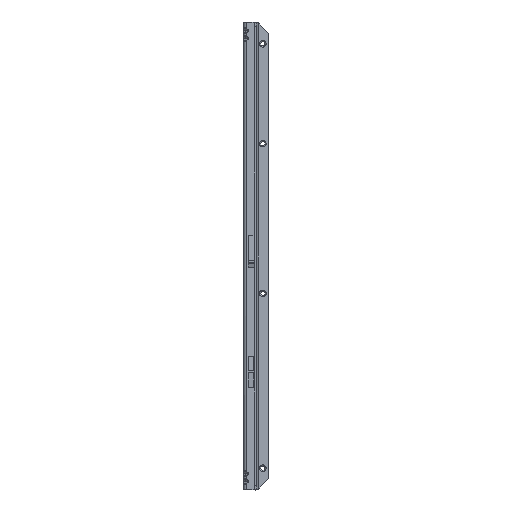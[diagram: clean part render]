
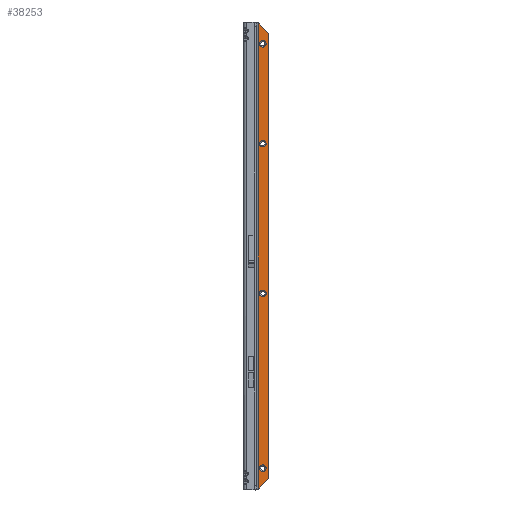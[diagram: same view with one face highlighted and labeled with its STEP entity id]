
A CAD part, front view. The second image highlights one B-rep face of the part: STEP entity #38253.
In plain terms, the highlighted planar face has unit normal (0, -1, 0).
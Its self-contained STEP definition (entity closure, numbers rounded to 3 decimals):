
#840 = LINE ( 'NONE', #17938, #43758 ) ;
#900 = EDGE_LOOP ( 'NONE', ( #33659, #31531, #40787, #8582 ) ) ;
#1000 = DIRECTION ( 'NONE',  ( -1., 0., 0. ) ) ;
#1026 = ORIENTED_EDGE ( 'NONE', *, *, #49409, .T. ) ;
#1103 = CARTESIAN_POINT ( 'NONE',  ( 6.5, -1.5, -348. ) ) ;
#1162 = EDGE_LOOP ( 'NONE', ( #18071, #41004 ) ) ;
#1239 = ORIENTED_EDGE ( 'NONE', *, *, #10492, .T. ) ;
#1640 = DIRECTION ( 'NONE',  ( -1., 0., 0. ) ) ;
#2994 = EDGE_CURVE ( 'NONE', #34075, #21882, #38507, .T. ) ;
#3001 = CIRCLE ( 'NONE', #29858, 4.25 ) ;
#3591 = EDGE_CURVE ( 'NONE', #45224, #53540, #21372, .T. ) ;
#4116 = CARTESIAN_POINT ( 'NONE',  ( 0.5, -1.5, -600. ) ) ;
#4689 = VERTEX_POINT ( 'NONE', #24275 ) ;
#5385 = CARTESIAN_POINT ( 'NONE',  ( 6.5, -1.5, -343.75 ) ) ;
#5908 = EDGE_LOOP ( 'NONE', ( #20615, #7811 ) ) ;
#5961 = CARTESIAN_POINT ( 'NONE',  ( 6.5, -1.5, -160.25 ) ) ;
#6299 = DIRECTION ( 'NONE',  ( 0., 1., 0. ) ) ;
#6319 = CIRCLE ( 'NONE', #16187, 4.25 ) ;
#7811 = ORIENTED_EDGE ( 'NONE', *, *, #3591, .T. ) ;
#7981 = VECTOR ( 'NONE', #43574, 1000. ) ;
#8582 = ORIENTED_EDGE ( 'NONE', *, *, #45499, .T. ) ;
#8671 = CARTESIAN_POINT ( 'NONE',  ( 13.5, -1.5, -585.742 ) ) ;
#9388 = CIRCLE ( 'NONE', #17449, 4.25 ) ;
#10492 = EDGE_CURVE ( 'NONE', #21800, #21129, #16108, .T. ) ;
#11860 = AXIS2_PLACEMENT_3D ( 'NONE', #39883, #6299, #1000 ) ;
#11993 = DIRECTION ( 'NONE',  ( 0., 0., 1. ) ) ;
#12286 = CARTESIAN_POINT ( 'NONE',  ( 6.5, -1.5, -32.25 ) ) ;
#12853 = DIRECTION ( 'NONE',  ( -1., 0., 0. ) ) ;
#14498 = VERTEX_POINT ( 'NONE', #15332 ) ;
#15046 = VERTEX_POINT ( 'NONE', #45313 ) ;
#15332 = CARTESIAN_POINT ( 'NONE',  ( 13.5, -1.5, -14.258 ) ) ;
#15412 = CARTESIAN_POINT ( 'NONE',  ( 6.5, -1.5, -28. ) ) ;
#15840 = CARTESIAN_POINT ( 'NONE',  ( 0.5, -1.5, -598.742 ) ) ;
#16108 = CIRCLE ( 'NONE', #23245, 4.25 ) ;
#16187 = AXIS2_PLACEMENT_3D ( 'NONE', #15412, #32522, #28298 ) ;
#16298 = CIRCLE ( 'NONE', #41256, 4.25 ) ;
#17449 = AXIS2_PLACEMENT_3D ( 'NONE', #1103, #31112, #1640 ) ;
#17938 = CARTESIAN_POINT ( 'NONE',  ( 0.121, -1.5, -0.879 ) ) ;
#18071 = ORIENTED_EDGE ( 'NONE', *, *, #48159, .T. ) ;
#18107 = CIRCLE ( 'NONE', #48396, 4.25 ) ;
#20205 = EDGE_LOOP ( 'NONE', ( #47392, #1239 ) ) ;
#20590 = CARTESIAN_POINT ( 'NONE',  ( 0.121, -1.5, -599.121 ) ) ;
#20615 = ORIENTED_EDGE ( 'NONE', *, *, #22488, .T. ) ;
#20882 = LINE ( 'NONE', #20590, #41330 ) ;
#21129 = VERTEX_POINT ( 'NONE', #24853 ) ;
#21372 = CIRCLE ( 'NONE', #52573, 4.25 ) ;
#21800 = VERTEX_POINT ( 'NONE', #5961 ) ;
#21882 = VERTEX_POINT ( 'NONE', #42502 ) ;
#22488 = EDGE_CURVE ( 'NONE', #53540, #45224, #3001, .T. ) ;
#23245 = AXIS2_PLACEMENT_3D ( 'NONE', #29090, #46079, #12853 ) ;
#23342 = CARTESIAN_POINT ( 'NONE',  ( 6.5, -1.5, -572. ) ) ;
#23594 = VERTEX_POINT ( 'NONE', #5385 ) ;
#23802 = EDGE_CURVE ( 'NONE', #15046, #23594, #9388, .T. ) ;
#24275 = CARTESIAN_POINT ( 'NONE',  ( 6.5, -1.5, -23.75 ) ) ;
#24853 = CARTESIAN_POINT ( 'NONE',  ( 6.5, -1.5, -151.75 ) ) ;
#26161 = EDGE_CURVE ( 'NONE', #14498, #21882, #840, .T. ) ;
#26500 = FACE_BOUND ( 'NONE', #1162, .T. ) ;
#28098 = DIRECTION ( 'NONE',  ( -1., 0., 0. ) ) ;
#28298 = DIRECTION ( 'NONE',  ( -1., 0., 0. ) ) ;
#28683 = VERTEX_POINT ( 'NONE', #12286 ) ;
#29090 = CARTESIAN_POINT ( 'NONE',  ( 6.5, -1.5, -156. ) ) ;
#29858 = AXIS2_PLACEMENT_3D ( 'NONE', #31993, #48958, #53437 ) ;
#30036 = CARTESIAN_POINT ( 'NONE',  ( 6.5, -1.5, -567.75 ) ) ;
#31112 = DIRECTION ( 'NONE',  ( 0., 1., 0. ) ) ;
#31531 = ORIENTED_EDGE ( 'NONE', *, *, #2994, .F. ) ;
#31852 = FACE_BOUND ( 'NONE', #5908, .T. ) ;
#31993 = CARTESIAN_POINT ( 'NONE',  ( 6.5, -1.5, -572. ) ) ;
#32522 = DIRECTION ( 'NONE',  ( 0., 1., 0. ) ) ;
#33444 = EDGE_CURVE ( 'NONE', #28683, #4689, #37470, .T. ) ;
#33659 = ORIENTED_EDGE ( 'NONE', *, *, #26161, .T. ) ;
#33663 = EDGE_LOOP ( 'NONE', ( #1026, #50452 ) ) ;
#33893 = CARTESIAN_POINT ( 'NONE',  ( 6.5, -1.5, -576.25 ) ) ;
#34075 = VERTEX_POINT ( 'NONE', #15840 ) ;
#35188 = FACE_OUTER_BOUND ( 'NONE', #900, .T. ) ;
#35717 = FACE_BOUND ( 'NONE', #33663, .T. ) ;
#36098 = EDGE_CURVE ( 'NONE', #21129, #21800, #16298, .T. ) ;
#37470 = CIRCLE ( 'NONE', #41927, 4.25 ) ;
#38214 = CARTESIAN_POINT ( 'NONE',  ( 6.5, -1.5, -348. ) ) ;
#38253 = ADVANCED_FACE ( 'NONE', ( #31852, #35717, #43788, #26500, #35188 ), #39321, .F. ) ;
#38481 = EDGE_CURVE ( 'NONE', #34075, #45555, #20882, .T. ) ;
#38507 = LINE ( 'NONE', #4116, #52537 ) ;
#39321 = PLANE ( 'NONE',  #11860 ) ;
#39654 = CARTESIAN_POINT ( 'NONE',  ( 13.5, -1.5, 0. ) ) ;
#39705 = DIRECTION ( 'NONE',  ( -0.707, 0., 0.707 ) ) ;
#39883 = CARTESIAN_POINT ( 'NONE',  ( 0., -1.5, -600. ) ) ;
#40787 = ORIENTED_EDGE ( 'NONE', *, *, #38481, .T. ) ;
#41004 = ORIENTED_EDGE ( 'NONE', *, *, #33444, .T. ) ;
#41256 = AXIS2_PLACEMENT_3D ( 'NONE', #53501, #49307, #28098 ) ;
#41330 = VECTOR ( 'NONE', #47082, 1000. ) ;
#41927 = AXIS2_PLACEMENT_3D ( 'NONE', #43981, #47887, #52100 ) ;
#42502 = CARTESIAN_POINT ( 'NONE',  ( 0.5, -1.5, -1.258 ) ) ;
#42740 = LINE ( 'NONE', #39654, #7981 ) ;
#43574 = DIRECTION ( 'NONE',  ( 0., 0., 1. ) ) ;
#43758 = VECTOR ( 'NONE', #39705, 1000. ) ;
#43788 = FACE_BOUND ( 'NONE', #20205, .T. ) ;
#43981 = CARTESIAN_POINT ( 'NONE',  ( 6.5, -1.5, -28. ) ) ;
#45224 = VERTEX_POINT ( 'NONE', #33893 ) ;
#45313 = CARTESIAN_POINT ( 'NONE',  ( 6.5, -1.5, -352.25 ) ) ;
#45499 = EDGE_CURVE ( 'NONE', #45555, #14498, #42740, .T. ) ;
#45555 = VERTEX_POINT ( 'NONE', #8671 ) ;
#46079 = DIRECTION ( 'NONE',  ( 0., 1., 0. ) ) ;
#47082 = DIRECTION ( 'NONE',  ( 0.707, 0., 0.707 ) ) ;
#47392 = ORIENTED_EDGE ( 'NONE', *, *, #36098, .T. ) ;
#47887 = DIRECTION ( 'NONE',  ( 0., 1., 0. ) ) ;
#48159 = EDGE_CURVE ( 'NONE', #4689, #28683, #6319, .T. ) ;
#48188 = DIRECTION ( 'NONE',  ( 0., 1., 0. ) ) ;
#48396 = AXIS2_PLACEMENT_3D ( 'NONE', #38214, #51357, #55264 ) ;
#48958 = DIRECTION ( 'NONE',  ( 0., 1., 0. ) ) ;
#49307 = DIRECTION ( 'NONE',  ( 0., 1., 0. ) ) ;
#49409 = EDGE_CURVE ( 'NONE', #23594, #15046, #18107, .T. ) ;
#50452 = ORIENTED_EDGE ( 'NONE', *, *, #23802, .T. ) ;
#51357 = DIRECTION ( 'NONE',  ( 0., 1., 0. ) ) ;
#52100 = DIRECTION ( 'NONE',  ( -1., 0., 0. ) ) ;
#52537 = VECTOR ( 'NONE', #11993, 1000. ) ;
#52573 = AXIS2_PLACEMENT_3D ( 'NONE', #23342, #48188, #53230 ) ;
#53230 = DIRECTION ( 'NONE',  ( -1., 0., 0. ) ) ;
#53437 = DIRECTION ( 'NONE',  ( -1., 0., 0. ) ) ;
#53501 = CARTESIAN_POINT ( 'NONE',  ( 6.5, -1.5, -156. ) ) ;
#53540 = VERTEX_POINT ( 'NONE', #30036 ) ;
#55264 = DIRECTION ( 'NONE',  ( -1., 0., 0. ) ) ;
